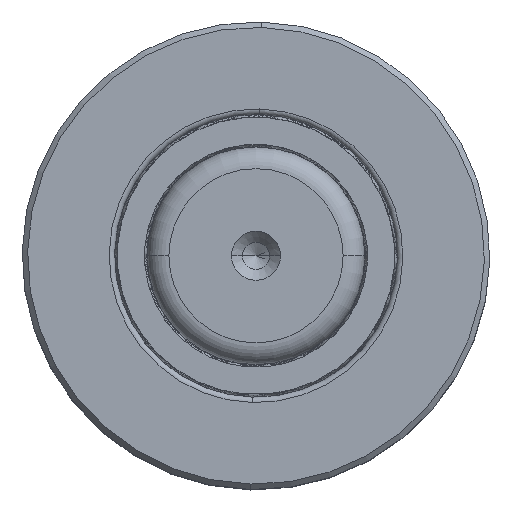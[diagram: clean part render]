
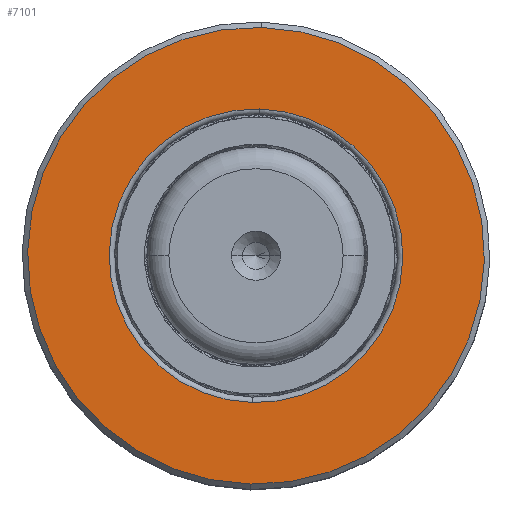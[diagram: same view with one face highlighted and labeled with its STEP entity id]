
A CAD part, top view. The second image highlights one B-rep face of the part: STEP entity #7101.
In plain terms, the highlighted face is planar.
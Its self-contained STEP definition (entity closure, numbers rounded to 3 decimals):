
#388 = CARTESIAN_POINT ( 'NONE',  ( 0., 15.687, 21. ) ) ;
#991 = ORIENTED_EDGE ( 'NONE', *, *, #19677, .F. ) ;
#1342 = CIRCLE ( 'NONE', #9348, 21. ) ;
#1408 = CARTESIAN_POINT ( 'NONE',  ( 21., 15.687, 0. ) ) ;
#2248 = VERTEX_POINT ( 'NONE', #388 ) ;
#3650 = ORIENTED_EDGE ( 'NONE', *, *, #31669, .F. ) ;
#4524 = VERTEX_POINT ( 'NONE', #10717 ) ;
#7101 = ADVANCED_FACE ( 'NONE', ( #33511, #26879 ), #12370, .T. ) ;
#9299 = CIRCLE ( 'NONE', #30339, 13.5 ) ;
#9348 = AXIS2_PLACEMENT_3D ( 'NONE', #24862, #21658, #30139 ) ;
#10191 = DIRECTION ( 'NONE',  ( 0., 0., -1. ) ) ;
#10717 = CARTESIAN_POINT ( 'NONE',  ( 0., 15.687, 13.5 ) ) ;
#12176 = DIRECTION ( 'NONE',  ( 0., 0., -1. ) ) ;
#12370 = PLANE ( 'NONE',  #21020 ) ;
#12550 = CARTESIAN_POINT ( 'NONE',  ( 0., 15.687, 0. ) ) ;
#12671 = DIRECTION ( 'NONE',  ( 0., -1., 0. ) ) ;
#14415 = CIRCLE ( 'NONE', #17781, 13.5 ) ;
#14710 = EDGE_CURVE ( 'NONE', #4524, #27120, #14415, .T. ) ;
#15271 = DIRECTION ( 'NONE',  ( 0., 0., -1. ) ) ;
#15747 = DIRECTION ( 'NONE',  ( 0., -1., 0. ) ) ;
#17781 = AXIS2_PLACEMENT_3D ( 'NONE', #35696, #15747, #10191 ) ;
#17897 = ORIENTED_EDGE ( 'NONE', *, *, #18488, .T. ) ;
#18488 = EDGE_CURVE ( 'NONE', #27120, #4524, #9299, .T. ) ;
#18696 = AXIS2_PLACEMENT_3D ( 'NONE', #23563, #35396, #12176 ) ;
#19076 = VERTEX_POINT ( 'NONE', #30786 ) ;
#19677 = EDGE_CURVE ( 'NONE', #2248, #19076, #1342, .T. ) ;
#19774 = EDGE_LOOP ( 'NONE', ( #3650, #991 ) ) ;
#21020 = AXIS2_PLACEMENT_3D ( 'NONE', #1408, #26415, #21122 ) ;
#21122 = DIRECTION ( 'NONE',  ( 0., 0., 1. ) ) ;
#21658 = DIRECTION ( 'NONE',  ( 0., -1., 0. ) ) ;
#23563 = CARTESIAN_POINT ( 'NONE',  ( 0., 15.687, 0. ) ) ;
#24862 = CARTESIAN_POINT ( 'NONE',  ( 0., 15.687, 0. ) ) ;
#26415 = DIRECTION ( 'NONE',  ( 0., 1., 0. ) ) ;
#26879 = FACE_OUTER_BOUND ( 'NONE', #19774, .T. ) ;
#27120 = VERTEX_POINT ( 'NONE', #32914 ) ;
#30139 = DIRECTION ( 'NONE',  ( 0., 0., -1. ) ) ;
#30339 = AXIS2_PLACEMENT_3D ( 'NONE', #12550, #12671, #15271 ) ;
#30786 = CARTESIAN_POINT ( 'NONE',  ( 0., 15.687, -21. ) ) ;
#31669 = EDGE_CURVE ( 'NONE', #19076, #2248, #31903, .T. ) ;
#31903 = CIRCLE ( 'NONE', #18696, 21. ) ;
#32914 = CARTESIAN_POINT ( 'NONE',  ( 0., 15.687, -13.5 ) ) ;
#33448 = ORIENTED_EDGE ( 'NONE', *, *, #14710, .T. ) ;
#33511 = FACE_BOUND ( 'NONE', #35043, .T. ) ;
#35043 = EDGE_LOOP ( 'NONE', ( #17897, #33448 ) ) ;
#35396 = DIRECTION ( 'NONE',  ( 0., -1., 0. ) ) ;
#35696 = CARTESIAN_POINT ( 'NONE',  ( 0., 15.687, 0. ) ) ;
